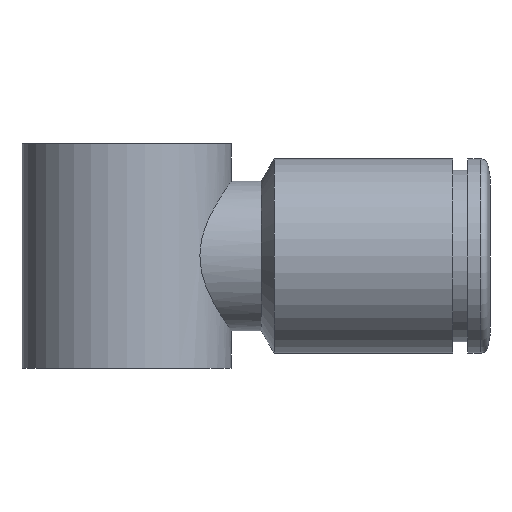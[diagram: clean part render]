
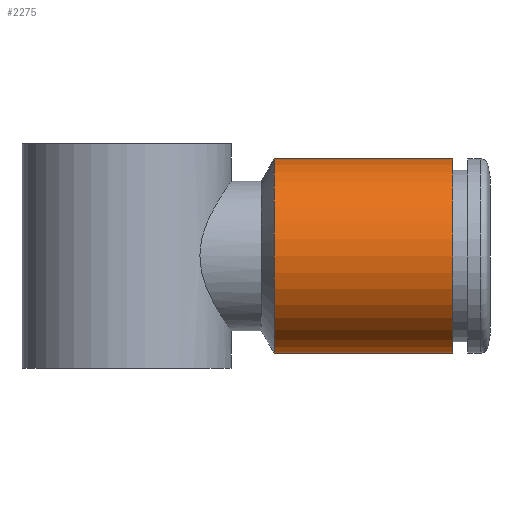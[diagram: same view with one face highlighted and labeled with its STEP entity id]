
A CAD part, front view. The second image highlights one B-rep face of the part: STEP entity #2275.
In plain terms, the highlighted cylindrical face has radius 6.5 mm (diameter 13 mm), a full revolution.
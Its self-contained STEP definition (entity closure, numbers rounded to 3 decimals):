
#397=ORIENTED_EDGE('',*,*,#496,.T.);
#398=ORIENTED_EDGE('',*,*,#497,.F.);
#436=CIRCLE('',#2221,6.5);
#437=CIRCLE('',#2223,6.5);
#466=VERTEX_POINT('',#2149);
#467=VERTEX_POINT('',#2152);
#496=EDGE_CURVE('',#466,#466,#436,.T.);
#497=EDGE_CURVE('',#467,#467,#437,.T.);
#545=EDGE_LOOP('',(#397));
#546=EDGE_LOOP('',(#398));
#605=FACE_BOUND('',#545,.T.);
#606=FACE_BOUND('',#546,.T.);
#701=DIRECTION('',(0.,1.,0.));
#702=DIRECTION('',(6.5,0.,0.));
#703=DIRECTION('',(0.,1.,0.));
#704=DIRECTION('',(1.,0.,0.));
#705=DIRECTION('',(0.,1.,0.));
#706=DIRECTION('',(6.5,0.,0.));
#2149=CARTESIAN_POINT('',(36.856,21.837,0.));
#2150=CARTESIAN_POINT('',(30.356,21.837,0.));
#2151=CARTESIAN_POINT('',(30.356,21.837,0.));
#2152=CARTESIAN_POINT('',(36.856,33.771,0.));
#2153=CARTESIAN_POINT('',(30.356,33.771,0.));
#2221=AXIS2_PLACEMENT_3D('',#2150,#701,#702);
#2222=AXIS2_PLACEMENT_3D('',#2151,#703,#704);
#2223=AXIS2_PLACEMENT_3D('',#2153,#705,#706);
#2252=CYLINDRICAL_SURFACE('',#2222,6.5);
#2275=ADVANCED_FACE('',(#605,#606),#2252,.T.);
